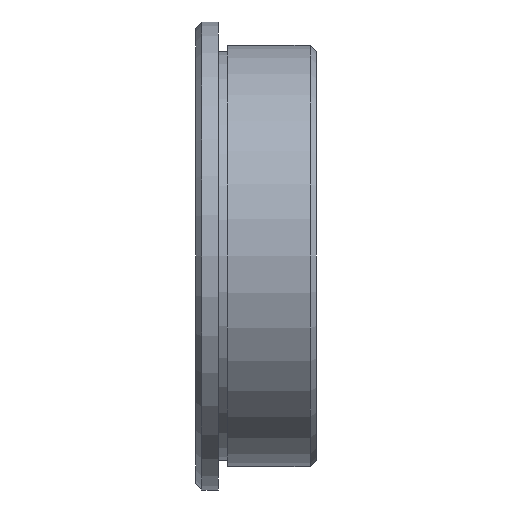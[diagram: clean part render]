
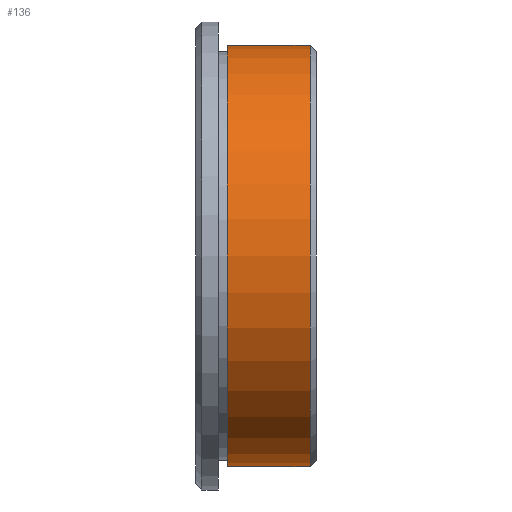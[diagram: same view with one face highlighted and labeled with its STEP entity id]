
A CAD part, left-side view. The second image highlights one B-rep face of the part: STEP entity #136.
In plain terms, the highlighted cylindrical face has radius 7 mm (diameter 14 mm), a partial arc.
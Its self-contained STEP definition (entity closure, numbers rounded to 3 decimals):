
#96 = DIRECTION ( 'NONE',  ( 0., 1., 0. ) ) ;
#136 = ADVANCED_FACE ( 'NONE', ( #640 ), #500, .T. ) ;
#144 = DIRECTION ( 'NONE',  ( 0., -1., 0. ) ) ;
#249 = ORIENTED_EDGE ( 'NONE', *, *, #935, .F. ) ;
#268 = AXIS2_PLACEMENT_3D ( 'NONE', #1535, #615, #1905 ) ;
#287 = DIRECTION ( 'NONE',  ( 0., 0., 1. ) ) ;
#297 = AXIS2_PLACEMENT_3D ( 'NONE', #2167, #144, #335 ) ;
#309 = EDGE_LOOP ( 'NONE', ( #949, #249, #1918, #1345 ) ) ;
#335 = DIRECTION ( 'NONE',  ( 0., 0., -1. ) ) ;
#426 = CARTESIAN_POINT ( 'NONE',  ( 0., 0.2, 7. ) ) ;
#467 = DIRECTION ( 'NONE',  ( 0., -1., 0. ) ) ;
#476 = VERTEX_POINT ( 'NONE', #1533 ) ;
#500 = CYLINDRICAL_SURFACE ( 'NONE', #297, 7. ) ;
#506 = CARTESIAN_POINT ( 'NONE',  ( 0., 3.25, -7. ) ) ;
#615 = DIRECTION ( 'NONE',  ( 0., 1., 0. ) ) ;
#640 = FACE_OUTER_BOUND ( 'NONE', #309, .T. ) ;
#886 = VERTEX_POINT ( 'NONE', #426 ) ;
#894 = LINE ( 'NONE', #506, #2259 ) ;
#935 = EDGE_CURVE ( 'NONE', #1800, #2293, #1624, .T. ) ;
#949 = ORIENTED_EDGE ( 'NONE', *, *, #1438, .F. ) ;
#958 = EDGE_CURVE ( 'NONE', #476, #886, #1510, .T. ) ;
#1294 = AXIS2_PLACEMENT_3D ( 'NONE', #2094, #96, #287 ) ;
#1345 = ORIENTED_EDGE ( 'NONE', *, *, #958, .T. ) ;
#1438 = EDGE_CURVE ( 'NONE', #2293, #886, #1738, .T. ) ;
#1510 = CIRCLE ( 'NONE', #268, 7. ) ;
#1533 = CARTESIAN_POINT ( 'NONE',  ( 0., 0.2, -7. ) ) ;
#1535 = CARTESIAN_POINT ( 'NONE',  ( 0., 0.2, 0. ) ) ;
#1624 = CIRCLE ( 'NONE', #1294, 7. ) ;
#1626 = CARTESIAN_POINT ( 'NONE',  ( 0., 2.95, -7. ) ) ;
#1738 = LINE ( 'NONE', #1774, #2026 ) ;
#1774 = CARTESIAN_POINT ( 'NONE',  ( 0., 3.25, 7. ) ) ;
#1800 = VERTEX_POINT ( 'NONE', #1626 ) ;
#1905 = DIRECTION ( 'NONE',  ( 0., 0., 1. ) ) ;
#1918 = ORIENTED_EDGE ( 'NONE', *, *, #2314, .T. ) ;
#2026 = VECTOR ( 'NONE', #467, 1000. ) ;
#2080 = CARTESIAN_POINT ( 'NONE',  ( 0., 2.95, 7. ) ) ;
#2094 = CARTESIAN_POINT ( 'NONE',  ( 0., 2.95, 0. ) ) ;
#2162 = DIRECTION ( 'NONE',  ( 0., -1., 0. ) ) ;
#2167 = CARTESIAN_POINT ( 'NONE',  ( 0., 3.25, 0. ) ) ;
#2259 = VECTOR ( 'NONE', #2162, 1000. ) ;
#2293 = VERTEX_POINT ( 'NONE', #2080 ) ;
#2314 = EDGE_CURVE ( 'NONE', #1800, #476, #894, .T. ) ;
